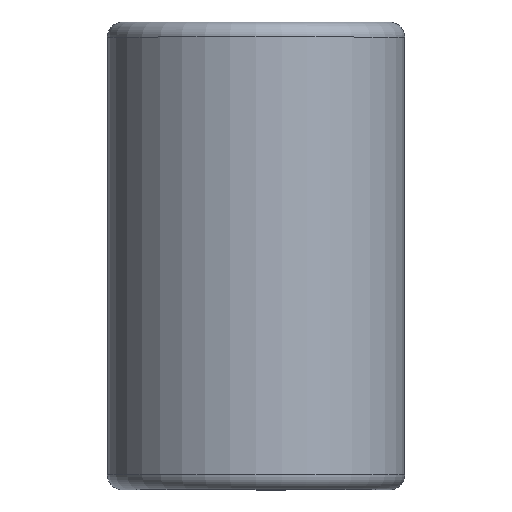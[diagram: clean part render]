
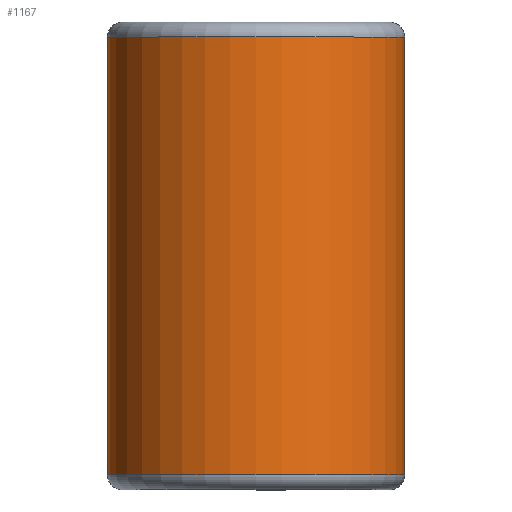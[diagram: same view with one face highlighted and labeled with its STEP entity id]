
A CAD part, top view. The second image highlights one B-rep face of the part: STEP entity #1167.
In plain terms, the highlighted cylindrical face has radius 7.569 mm (diameter 15.138 mm), a partial arc.
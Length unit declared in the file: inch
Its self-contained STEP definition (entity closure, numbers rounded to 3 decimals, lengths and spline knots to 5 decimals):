
#10 = AXIS2_PLACEMENT_3D ( 'NONE', #1067, #508, #2180 ) ;
#142 = CARTESIAN_POINT ( 'NONE',  ( 0.298, 0.43875, 0. ) ) ;
#150 = CARTESIAN_POINT ( 'NONE',  ( 0., 0.43875, 0. ) ) ;
#176 = EDGE_LOOP ( 'NONE', ( #228, #1630, #638, #2076 ) ) ;
#228 = ORIENTED_EDGE ( 'NONE', *, *, #2034, .T. ) ;
#316 = CARTESIAN_POINT ( 'NONE',  ( 0., 0.43875, -0.298 ) ) ;
#321 = DIRECTION ( 'NONE',  ( 0., 0., -1. ) ) ;
#355 = CARTESIAN_POINT ( 'NONE',  ( 0., -0.43875, -0.298 ) ) ;
#362 = AXIS2_PLACEMENT_3D ( 'NONE', #150, #1415, #321 ) ;
#508 = DIRECTION ( 'NONE',  ( 0., -1., 0. ) ) ;
#638 = ORIENTED_EDGE ( 'NONE', *, *, #1555, .F. ) ;
#693 = DIRECTION ( 'NONE',  ( 0., -1., 0. ) ) ;
#750 = VERTEX_POINT ( 'NONE', #142 ) ;
#816 = CYLINDRICAL_SURFACE ( 'NONE', #10, 0.298 ) ;
#1067 = CARTESIAN_POINT ( 'NONE',  ( 0., 0.4375, 0. ) ) ;
#1149 = EDGE_CURVE ( 'NONE', #1912, #1267, #1301, .T. ) ;
#1158 = VERTEX_POINT ( 'NONE', #316 ) ;
#1167 = ADVANCED_FACE ( 'NONE', ( #2292 ), #816, .T. ) ;
#1250 = AXIS2_PLACEMENT_3D ( 'NONE', #1818, #693, #1998 ) ;
#1267 = VERTEX_POINT ( 'NONE', #355 ) ;
#1301 = CIRCLE ( 'NONE', #1250, 0.298 ) ;
#1330 = CARTESIAN_POINT ( 'NONE',  ( 0., 0.43875, -0.298 ) ) ;
#1415 = DIRECTION ( 'NONE',  ( 0., -1., 0. ) ) ;
#1519 = DIRECTION ( 'NONE',  ( 0., 1., 0. ) ) ;
#1521 = VECTOR ( 'NONE', #1721, 39.37008 ) ;
#1555 = EDGE_CURVE ( 'NONE', #1267, #1158, #1794, .T. ) ;
#1577 = LINE ( 'NONE', #2283, #1521 ) ;
#1630 = ORIENTED_EDGE ( 'NONE', *, *, #2273, .T. ) ;
#1714 = CARTESIAN_POINT ( 'NONE',  ( 0.298, -0.43875, 0. ) ) ;
#1721 = DIRECTION ( 'NONE',  ( 0., 1., 0. ) ) ;
#1729 = VECTOR ( 'NONE', #1519, 39.37008 ) ;
#1794 = LINE ( 'NONE', #1330, #1729 ) ;
#1818 = CARTESIAN_POINT ( 'NONE',  ( 0., -0.43875, 0. ) ) ;
#1912 = VERTEX_POINT ( 'NONE', #1714 ) ;
#1998 = DIRECTION ( 'NONE',  ( 0., 0., -1. ) ) ;
#2034 = EDGE_CURVE ( 'NONE', #1912, #750, #1577, .T. ) ;
#2076 = ORIENTED_EDGE ( 'NONE', *, *, #1149, .F. ) ;
#2159 = CIRCLE ( 'NONE', #362, 0.298 ) ;
#2180 = DIRECTION ( 'NONE',  ( 0., 0., -1. ) ) ;
#2273 = EDGE_CURVE ( 'NONE', #750, #1158, #2159, .T. ) ;
#2283 = CARTESIAN_POINT ( 'NONE',  ( 0.298, 0.43875, 0. ) ) ;
#2292 = FACE_OUTER_BOUND ( 'NONE', #176, .T. ) ;
